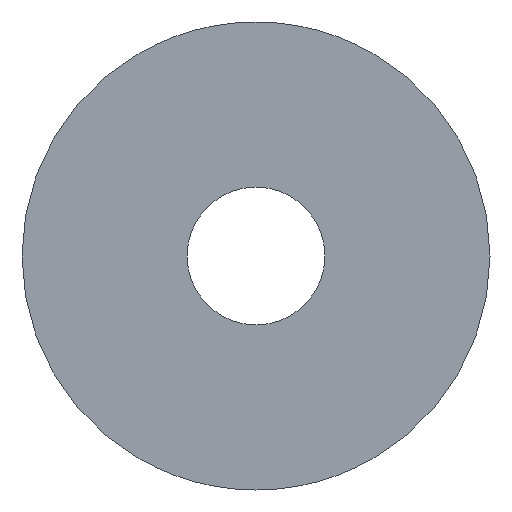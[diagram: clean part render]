
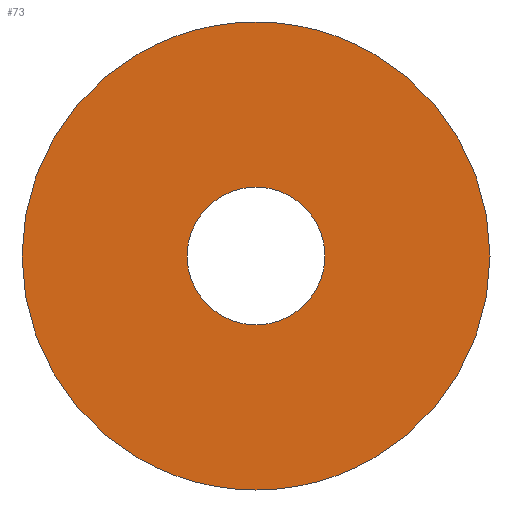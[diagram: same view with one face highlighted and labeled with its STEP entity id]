
A CAD part, front view. The second image highlights one B-rep face of the part: STEP entity #73.
In plain terms, the highlighted planar face has unit normal (0, -1, 0).
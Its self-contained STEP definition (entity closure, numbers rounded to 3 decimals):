
#20=FACE_BOUND('',#34,.T.);
#25=FACE_OUTER_BOUND('',#33,.T.);
#33=EDGE_LOOP('',(#58));
#34=EDGE_LOOP('',(#59));
#40=CIRCLE('',#83,9.);
#41=CIRCLE('',#85,2.65);
#45=VERTEX_POINT('',#119);
#46=VERTEX_POINT('',#122);
#50=EDGE_CURVE('',#45,#45,#40,.T.);
#51=EDGE_CURVE('',#46,#46,#41,.T.);
#58=ORIENTED_EDGE('',*,*,#50,.T.);
#59=ORIENTED_EDGE('',*,*,#51,.F.);
#63=PLANE('',#84);
#73=ADVANCED_FACE('',(#25,#20),#63,.T.);
#83=AXIS2_PLACEMENT_3D('',#120,#101,#102);
#84=AXIS2_PLACEMENT_3D('',#121,#103,#104);
#85=AXIS2_PLACEMENT_3D('',#123,#105,#106);
#101=DIRECTION('center_axis',(0.,-1.,0.));
#102=DIRECTION('ref_axis',(1.,0.,0.));
#103=DIRECTION('center_axis',(0.,-1.,0.));
#104=DIRECTION('ref_axis',(0.,0.,-1.));
#105=DIRECTION('center_axis',(0.,-1.,0.));
#106=DIRECTION('ref_axis',(1.,0.,0.));
#119=CARTESIAN_POINT('',(9.,0.,0.));
#120=CARTESIAN_POINT('Origin',(0.,0.,0.));
#121=CARTESIAN_POINT('Origin',(5.825,0.,0.));
#122=CARTESIAN_POINT('',(2.65,0.,0.));
#123=CARTESIAN_POINT('Origin',(0.,0.,0.));
